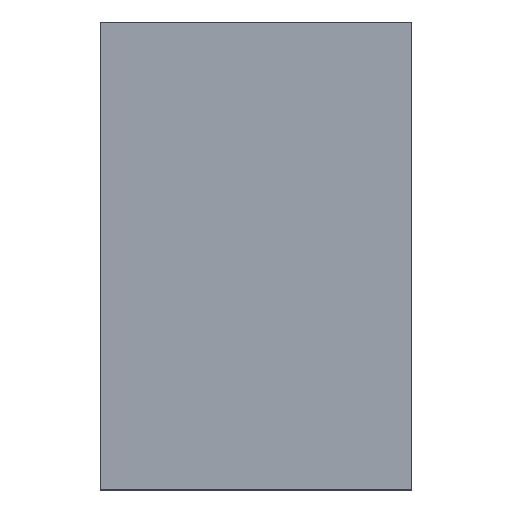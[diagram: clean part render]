
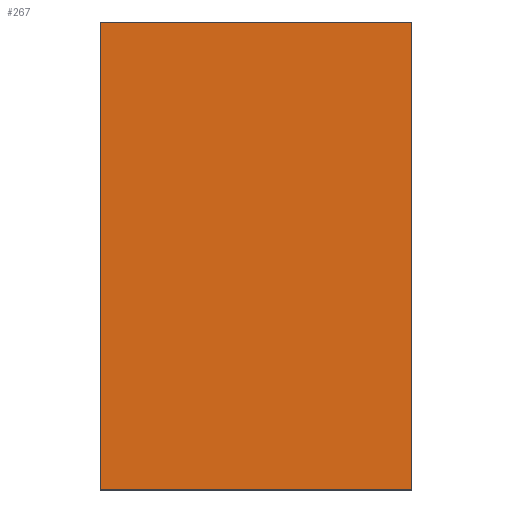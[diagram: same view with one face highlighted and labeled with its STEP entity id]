
A CAD part, top view. The second image highlights one B-rep face of the part: STEP entity #267.
In plain terms, the highlighted planar face has unit normal (0, 0, 1).
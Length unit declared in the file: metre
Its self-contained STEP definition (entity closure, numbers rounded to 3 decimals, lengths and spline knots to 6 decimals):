
#66=ORIENTED_EDGE('',*,*,#120,.T.);
#67=ORIENTED_EDGE('',*,*,#121,.F.);
#68=ORIENTED_EDGE('',*,*,#122,.F.);
#69=ORIENTED_EDGE('',*,*,#117,.T.);
#117=EDGE_CURVE('',#148,#146,#173,.T.);
#120=EDGE_CURVE('',#146,#150,#176,.T.);
#121=EDGE_CURVE('',#151,#150,#177,.T.);
#122=EDGE_CURVE('',#148,#151,#178,.T.);
#146=VERTEX_POINT('',#445);
#148=VERTEX_POINT('',#448);
#150=VERTEX_POINT('',#454);
#151=VERTEX_POINT('',#456);
#173=LINE('',#447,#201);
#176=LINE('',#453,#204);
#177=LINE('',#455,#205);
#178=LINE('',#457,#206);
#201=VECTOR('',#368,1.);
#204=VECTOR('',#373,1.);
#205=VECTOR('',#374,1.);
#206=VECTOR('',#375,1.);
#223=EDGE_LOOP('',(#66,#67,#68,#69));
#239=FACE_BOUND('',#223,.T.);
#253=PLANE('',#312);
#267=ADVANCED_FACE('',(#239),#253,.T.);
#312=AXIS2_PLACEMENT_3D('',#452,#371,#372);
#368=DIRECTION('',(0.,-1.,0.));
#371=DIRECTION('',(0.,0.,1.));
#372=DIRECTION('',(-1.,0.,0.));
#373=DIRECTION('',(1.,0.,0.));
#374=DIRECTION('',(0.,-1.,0.));
#375=DIRECTION('',(1.,0.,0.));
#445=CARTESIAN_POINT('',(0.,-0.0075,0.018));
#447=CARTESIAN_POINT('',(0.,0.0075,0.018));
#448=CARTESIAN_POINT('',(0.,0.0075,0.018));
#452=CARTESIAN_POINT('',(0.005,0.0075,0.018));
#453=CARTESIAN_POINT('',(0.005,-0.0075,0.018));
#454=CARTESIAN_POINT('',(0.01,-0.0075,0.018));
#455=CARTESIAN_POINT('',(0.01,0.0075,0.018));
#456=CARTESIAN_POINT('',(0.01,0.0075,0.018));
#457=CARTESIAN_POINT('',(0.005,0.0075,0.018));
